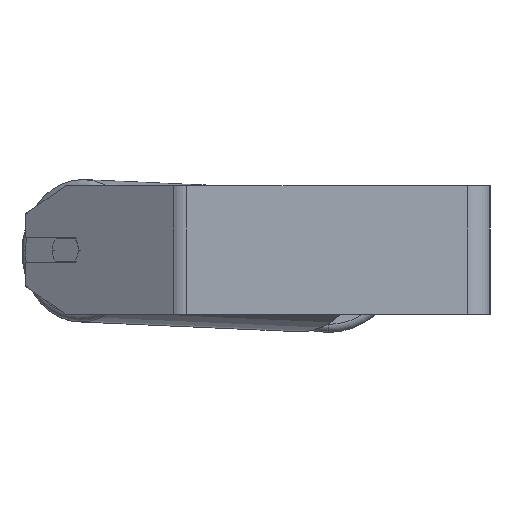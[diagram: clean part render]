
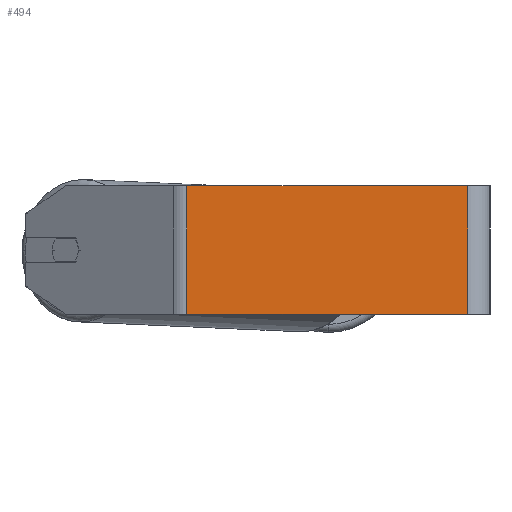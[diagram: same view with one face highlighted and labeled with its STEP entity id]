
A CAD part, left-side view. The second image highlights one B-rep face of the part: STEP entity #494.
In plain terms, the highlighted planar face has unit normal (-1, 0, 0).
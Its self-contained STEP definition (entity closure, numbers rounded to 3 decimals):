
#224 = VECTOR ( 'NONE', #820, 1000. ) ;
#368 = VERTEX_POINT ( 'NONE', #984 ) ;
#490 = FACE_OUTER_BOUND ( 'NONE', #3855, .T. ) ;
#494 = ADVANCED_FACE ( 'NONE', ( #490 ), #5935, .F. ) ;
#668 = VECTOR ( 'NONE', #6412, 1000. ) ;
#740 = VERTEX_POINT ( 'NONE', #4726 ) ;
#820 = DIRECTION ( 'NONE',  ( 0., -1., 0. ) ) ;
#984 = CARTESIAN_POINT ( 'NONE',  ( -430., 14., -40. ) ) ;
#1120 = LINE ( 'NONE', #3832, #668 ) ;
#1233 = AXIS2_PLACEMENT_3D ( 'NONE', #1248, #2575, #5271 ) ;
#1248 = CARTESIAN_POINT ( 'NONE',  ( -430., 193.858, 40. ) ) ;
#1259 = LINE ( 'NONE', #3303, #4634 ) ;
#1331 = EDGE_CURVE ( 'NONE', #740, #368, #1531, .T. ) ;
#1531 = LINE ( 'NONE', #3445, #224 ) ;
#1729 = EDGE_CURVE ( 'NONE', #4431, #368, #2650, .T. ) ;
#2157 = VERTEX_POINT ( 'NONE', #4226 ) ;
#2575 = DIRECTION ( 'NONE',  ( 1., 0., 0. ) ) ;
#2650 = LINE ( 'NONE', #7441, #6720 ) ;
#2835 = ORIENTED_EDGE ( 'NONE', *, *, #1729, .F. ) ;
#3013 = EDGE_CURVE ( 'NONE', #2157, #740, #1120, .T. ) ;
#3303 = CARTESIAN_POINT ( 'NONE',  ( -430., 193.858, 40. ) ) ;
#3445 = CARTESIAN_POINT ( 'NONE',  ( -430., 193.858, -40. ) ) ;
#3832 = CARTESIAN_POINT ( 'NONE',  ( -430., 189.444, 40. ) ) ;
#3855 = EDGE_LOOP ( 'NONE', ( #6837, #2835, #8516, #8264 ) ) ;
#4226 = CARTESIAN_POINT ( 'NONE',  ( -430., 189.444, 40. ) ) ;
#4255 = CARTESIAN_POINT ( 'NONE',  ( -430., 14., 40. ) ) ;
#4431 = VERTEX_POINT ( 'NONE', #4255 ) ;
#4634 = VECTOR ( 'NONE', #7963, 1000. ) ;
#4726 = CARTESIAN_POINT ( 'NONE',  ( -430., 189.444, -40. ) ) ;
#5271 = DIRECTION ( 'NONE',  ( 0., 0., -1. ) ) ;
#5935 = PLANE ( 'NONE',  #1233 ) ;
#6412 = DIRECTION ( 'NONE',  ( 0., 0., -1. ) ) ;
#6720 = VECTOR ( 'NONE', #7318, 1000. ) ;
#6837 = ORIENTED_EDGE ( 'NONE', *, *, #1331, .T. ) ;
#7318 = DIRECTION ( 'NONE',  ( 0., 0., -1. ) ) ;
#7441 = CARTESIAN_POINT ( 'NONE',  ( -430., 14., 40. ) ) ;
#7963 = DIRECTION ( 'NONE',  ( 0., -1., 0. ) ) ;
#8264 = ORIENTED_EDGE ( 'NONE', *, *, #3013, .T. ) ;
#8506 = EDGE_CURVE ( 'NONE', #2157, #4431, #1259, .T. ) ;
#8516 = ORIENTED_EDGE ( 'NONE', *, *, #8506, .F. ) ;
